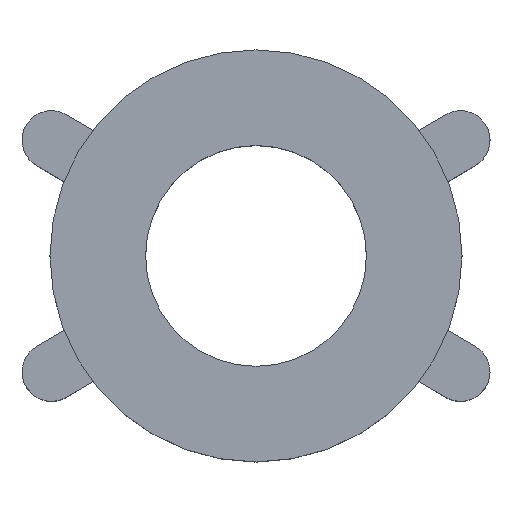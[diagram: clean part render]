
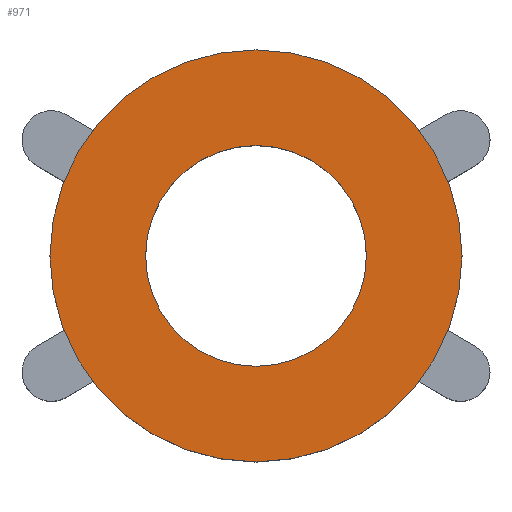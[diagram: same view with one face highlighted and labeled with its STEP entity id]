
A CAD part, top view. The second image highlights one B-rep face of the part: STEP entity #971.
In plain terms, the highlighted planar face has unit normal (0, 0, 1).
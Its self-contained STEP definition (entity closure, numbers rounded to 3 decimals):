
#49 = CIRCLE ( 'NONE', #1414, 355.6 ) ;
#172 = DIRECTION ( 'NONE',  ( 0., 1., 0. ) ) ;
#197 = VERTEX_POINT ( 'NONE', #500 ) ;
#201 = ORIENTED_EDGE ( 'NONE', *, *, #263, .T. ) ;
#263 = EDGE_CURVE ( 'NONE', #1076, #197, #988, .T. ) ;
#445 = FACE_OUTER_BOUND ( 'NONE', #1120, .T. ) ;
#457 = DIRECTION ( 'NONE',  ( 1., 0., 0. ) ) ;
#469 = DIRECTION ( 'NONE',  ( 1., 0., 0. ) ) ;
#500 = CARTESIAN_POINT ( 'NONE',  ( 305.523, 253.64, 172.72 ) ) ;
#722 = EDGE_CURVE ( 'NONE', #1767, #1871, #1800, .T. ) ;
#779 = DIRECTION ( 'NONE',  ( 0., 0., -1. ) ) ;
#838 = EDGE_LOOP ( 'NONE', ( #920, #1678 ) ) ;
#841 = AXIS2_PLACEMENT_3D ( 'NONE', #1356, #2033, #172 ) ;
#858 = CARTESIAN_POINT ( 'NONE',  ( 1016.723, 253.64, 172.72 ) ) ;
#920 = ORIENTED_EDGE ( 'NONE', *, *, #1390, .T. ) ;
#971 = ADVANCED_FACE ( 'NONE', ( #445, #1123 ), #2145, .T. ) ;
#980 = DIRECTION ( 'NONE',  ( 0., 0., 1. ) ) ;
#988 = CIRCLE ( 'NONE', #1842, 355.6 ) ;
#1076 = VERTEX_POINT ( 'NONE', #858 ) ;
#1077 = AXIS2_PLACEMENT_3D ( 'NONE', #1465, #779, #1455 ) ;
#1120 = EDGE_LOOP ( 'NONE', ( #201, #1452 ) ) ;
#1123 = FACE_BOUND ( 'NONE', #838, .T. ) ;
#1356 = CARTESIAN_POINT ( 'NONE',  ( 661.123, 253.64, 172.72 ) ) ;
#1390 = EDGE_CURVE ( 'NONE', #1871, #1767, #2141, .T. ) ;
#1414 = AXIS2_PLACEMENT_3D ( 'NONE', #2113, #1784, #469 ) ;
#1452 = ORIENTED_EDGE ( 'NONE', *, *, #1794, .T. ) ;
#1455 = DIRECTION ( 'NONE',  ( 0., 1., 0. ) ) ;
#1465 = CARTESIAN_POINT ( 'NONE',  ( 661.123, 253.64, 172.72 ) ) ;
#1492 = CARTESIAN_POINT ( 'NONE',  ( 661.123, 253.64, 172.72 ) ) ;
#1518 = AXIS2_PLACEMENT_3D ( 'NONE', #1976, #980, #457 ) ;
#1678 = ORIENTED_EDGE ( 'NONE', *, *, #722, .T. ) ;
#1767 = VERTEX_POINT ( 'NONE', #1991 ) ;
#1784 = DIRECTION ( 'NONE',  ( 0., 0., 1. ) ) ;
#1794 = EDGE_CURVE ( 'NONE', #197, #1076, #49, .T. ) ;
#1800 = CIRCLE ( 'NONE', #841, 190.5 ) ;
#1842 = AXIS2_PLACEMENT_3D ( 'NONE', #1492, #1979, #2171 ) ;
#1871 = VERTEX_POINT ( 'NONE', #2127 ) ;
#1976 = CARTESIAN_POINT ( 'NONE',  ( 661.123, 253.64, 172.72 ) ) ;
#1979 = DIRECTION ( 'NONE',  ( 0., 0., 1. ) ) ;
#1991 = CARTESIAN_POINT ( 'NONE',  ( 661.123, 63.14, 172.72 ) ) ;
#2033 = DIRECTION ( 'NONE',  ( 0., 0., -1. ) ) ;
#2113 = CARTESIAN_POINT ( 'NONE',  ( 661.123, 253.64, 172.72 ) ) ;
#2127 = CARTESIAN_POINT ( 'NONE',  ( 661.123, 444.14, 172.72 ) ) ;
#2141 = CIRCLE ( 'NONE', #1077, 190.5 ) ;
#2145 = PLANE ( 'NONE',  #1518 ) ;
#2171 = DIRECTION ( 'NONE',  ( 1., 0., 0. ) ) ;
